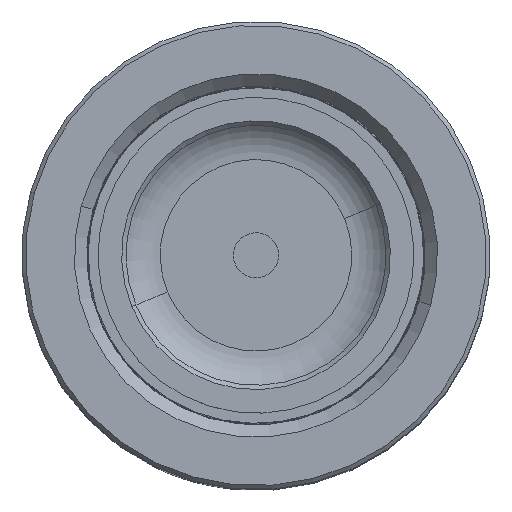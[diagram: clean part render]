
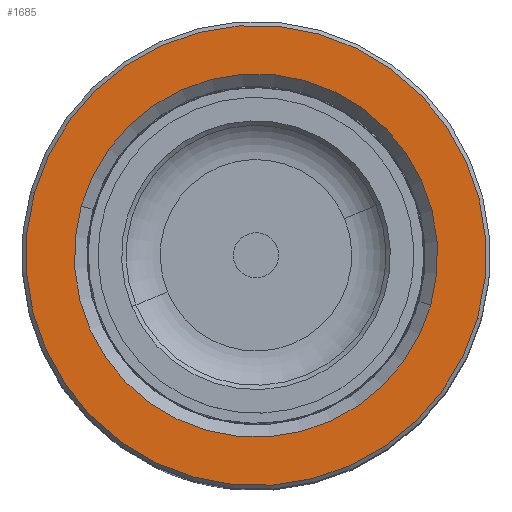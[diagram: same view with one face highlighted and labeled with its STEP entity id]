
A CAD part, top view. The second image highlights one B-rep face of the part: STEP entity #1685.
In plain terms, the highlighted planar face has unit normal (0, 0, 1).
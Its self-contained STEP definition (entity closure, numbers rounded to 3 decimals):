
#397 = DIRECTION ( 'NONE',  ( 1., 0., 0. ) ) ;
#1626 = FACE_OUTER_BOUND ( 'NONE', #39112, .T. ) ;
#1685 = ADVANCED_FACE ( 'NONE', ( #1626, #23256 ), #8307, .T. ) ;
#1898 = AXIS2_PLACEMENT_3D ( 'NONE', #15088, #43419, #27315 ) ;
#4390 = CARTESIAN_POINT ( 'NONE',  ( 0., 0., 100. ) ) ;
#6462 = EDGE_CURVE ( 'NONE', #14935, #45710, #12728, .T. ) ;
#8307 = PLANE ( 'NONE',  #41800 ) ;
#9143 = DIRECTION ( 'NONE',  ( 0., 0., 1. ) ) ;
#9267 = VERTEX_POINT ( 'NONE', #49656 ) ;
#12343 = EDGE_CURVE ( 'NONE', #45710, #14935, #44334, .T. ) ;
#12630 = DIRECTION ( 'NONE',  ( 0., 0., 1. ) ) ;
#12728 = CIRCLE ( 'NONE', #39891, 32.2 ) ;
#13318 = DIRECTION ( 'NONE',  ( 0., 0., -1. ) ) ;
#14935 = VERTEX_POINT ( 'NONE', #49046 ) ;
#15088 = CARTESIAN_POINT ( 'NONE',  ( 0., 0., 100. ) ) ;
#15801 = VERTEX_POINT ( 'NONE', #27065 ) ;
#18522 = ORIENTED_EDGE ( 'NONE', *, *, #12343, .T. ) ;
#19956 = ORIENTED_EDGE ( 'NONE', *, *, #30718, .T. ) ;
#20357 = AXIS2_PLACEMENT_3D ( 'NONE', #46874, #34699, #46694 ) ;
#20787 = ORIENTED_EDGE ( 'NONE', *, *, #6462, .T. ) ;
#22312 = EDGE_LOOP ( 'NONE', ( #18522, #20787 ) ) ;
#23256 = FACE_BOUND ( 'NONE', #22312, .T. ) ;
#25747 = DIRECTION ( 'NONE',  ( 1., 0., 0. ) ) ;
#27065 = CARTESIAN_POINT ( 'NONE',  ( -40.8, 0., 100. ) ) ;
#27315 = DIRECTION ( 'NONE',  ( 1., 0., 0. ) ) ;
#30013 = CARTESIAN_POINT ( 'NONE',  ( 0., 0., 100. ) ) ;
#30718 = EDGE_CURVE ( 'NONE', #15801, #9267, #50910, .T. ) ;
#34699 = DIRECTION ( 'NONE',  ( 0., 0., -1. ) ) ;
#39112 = EDGE_LOOP ( 'NONE', ( #19956, #46334 ) ) ;
#39891 = AXIS2_PLACEMENT_3D ( 'NONE', #30013, #13318, #25747 ) ;
#40584 = AXIS2_PLACEMENT_3D ( 'NONE', #44705, #12630, #397 ) ;
#41548 = DIRECTION ( 'NONE',  ( 1., 0., 0. ) ) ;
#41800 = AXIS2_PLACEMENT_3D ( 'NONE', #4390, #9143, #41548 ) ;
#42193 = CARTESIAN_POINT ( 'NONE',  ( 32.2, 0., 100. ) ) ;
#43419 = DIRECTION ( 'NONE',  ( 0., 0., 1. ) ) ;
#44334 = CIRCLE ( 'NONE', #20357, 32.2 ) ;
#44410 = CIRCLE ( 'NONE', #40584, 40.8 ) ;
#44705 = CARTESIAN_POINT ( 'NONE',  ( 0., 0., 100. ) ) ;
#45710 = VERTEX_POINT ( 'NONE', #42193 ) ;
#46334 = ORIENTED_EDGE ( 'NONE', *, *, #49473, .T. ) ;
#46694 = DIRECTION ( 'NONE',  ( 1., 0., 0. ) ) ;
#46874 = CARTESIAN_POINT ( 'NONE',  ( 0., 0., 100. ) ) ;
#49046 = CARTESIAN_POINT ( 'NONE',  ( -32.2, 0., 100. ) ) ;
#49473 = EDGE_CURVE ( 'NONE', #9267, #15801, #44410, .T. ) ;
#49656 = CARTESIAN_POINT ( 'NONE',  ( 40.8, 0., 100. ) ) ;
#50910 = CIRCLE ( 'NONE', #1898, 40.8 ) ;
